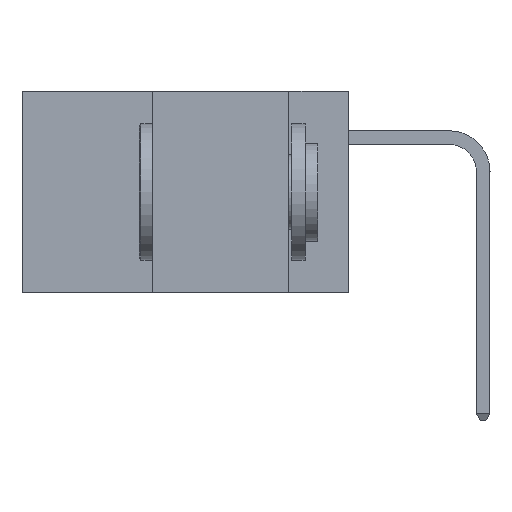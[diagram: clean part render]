
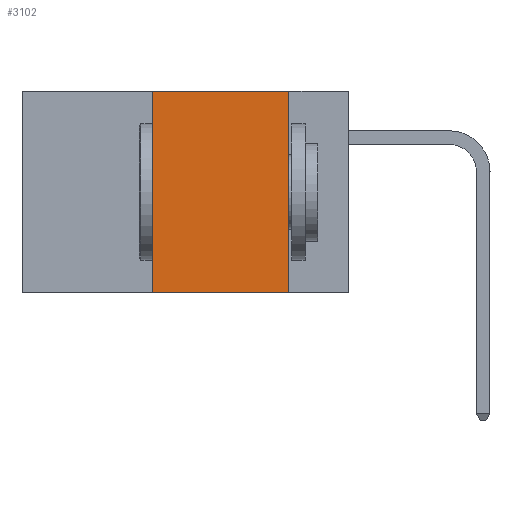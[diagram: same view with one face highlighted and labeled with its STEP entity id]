
A CAD part, left-side view. The second image highlights one B-rep face of the part: STEP entity #3102.
In plain terms, the highlighted planar face has unit normal (-1, 0, 0).
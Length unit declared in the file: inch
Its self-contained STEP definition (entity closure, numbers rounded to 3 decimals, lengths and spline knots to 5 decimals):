
#3102 = ADVANCED_FACE ( 'NONE', ( #11289 ), #11307, .F. ) ;
#4076 = VECTOR ( 'NONE', #25160, 39.37008 ) ;
#7573 = VERTEX_POINT ( 'NONE', #23579 ) ;
#8139 = VERTEX_POINT ( 'NONE', #21358 ) ;
#10878 = LINE ( 'NONE', #36669, #4076 ) ;
#11289 = FACE_OUTER_BOUND ( 'NONE', #39540, .T. ) ;
#11307 = PLANE ( 'NONE',  #50417 ) ;
#17491 = VERTEX_POINT ( 'NONE', #42330 ) ;
#19391 = DIRECTION ( 'NONE',  ( 1., 0., 0. ) ) ;
#19690 = VECTOR ( 'NONE', #21172, 39.37008 ) ;
#21172 = DIRECTION ( 'NONE',  ( 0., 0., -1. ) ) ;
#21358 = CARTESIAN_POINT ( 'NONE',  ( 0., 0.11, 0. ) ) ;
#22597 = CARTESIAN_POINT ( 'NONE',  ( 0., 0.36, 0. ) ) ;
#22617 = EDGE_CURVE ( 'NONE', #7573, #17491, #49815, .T. ) ;
#23579 = CARTESIAN_POINT ( 'NONE',  ( 0., 0.36, -0.37 ) ) ;
#24714 = CARTESIAN_POINT ( 'NONE',  ( 0., 0.11, -0.37 ) ) ;
#25160 = DIRECTION ( 'NONE',  ( 0., -1., 0. ) ) ;
#26992 = CARTESIAN_POINT ( 'NONE',  ( 0., 0.6, 0. ) ) ;
#27101 = VECTOR ( 'NONE', #46484, 39.37008 ) ;
#28143 = ORIENTED_EDGE ( 'NONE', *, *, #39823, .F. ) ;
#29931 = EDGE_CURVE ( 'NONE', #7573, #38933, #47357, .T. ) ;
#30741 = VECTOR ( 'NONE', #34488, 39.37008 ) ;
#32693 = CARTESIAN_POINT ( 'NONE',  ( 0., 0.11, 0. ) ) ;
#33718 = ORIENTED_EDGE ( 'NONE', *, *, #44493, .F. ) ;
#34488 = DIRECTION ( 'NONE',  ( 0., -1., 0. ) ) ;
#36669 = CARTESIAN_POINT ( 'NONE',  ( 0., 0.6, 0. ) ) ;
#38680 = DIRECTION ( 'NONE',  ( 0., 0., -1. ) ) ;
#38933 = VERTEX_POINT ( 'NONE', #24714 ) ;
#39540 = EDGE_LOOP ( 'NONE', ( #33718, #28143, #47870, #41193 ) ) ;
#39823 = EDGE_CURVE ( 'NONE', #17491, #8139, #10878, .T. ) ;
#40645 = LINE ( 'NONE', #32693, #19690 ) ;
#41193 = ORIENTED_EDGE ( 'NONE', *, *, #29931, .T. ) ;
#42330 = CARTESIAN_POINT ( 'NONE',  ( 0., 0.36, 0. ) ) ;
#44493 = EDGE_CURVE ( 'NONE', #8139, #38933, #40645, .T. ) ;
#46170 = CARTESIAN_POINT ( 'NONE',  ( 0., 0.6, -0.37 ) ) ;
#46484 = DIRECTION ( 'NONE',  ( 0., 0., 1. ) ) ;
#47357 = LINE ( 'NONE', #46170, #30741 ) ;
#47870 = ORIENTED_EDGE ( 'NONE', *, *, #22617, .F. ) ;
#49815 = LINE ( 'NONE', #22597, #27101 ) ;
#50417 = AXIS2_PLACEMENT_3D ( 'NONE', #26992, #19391, #38680 ) ;
